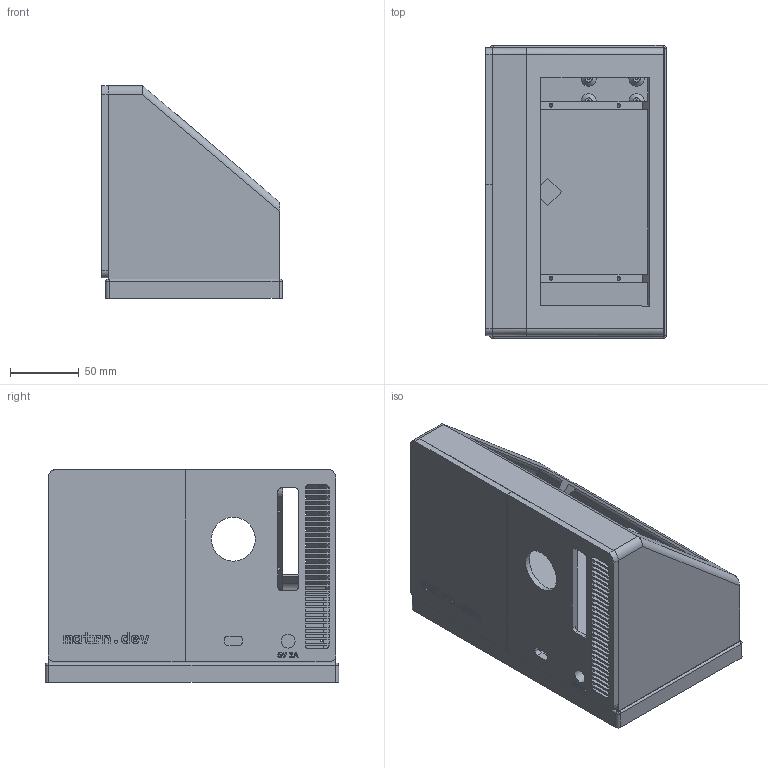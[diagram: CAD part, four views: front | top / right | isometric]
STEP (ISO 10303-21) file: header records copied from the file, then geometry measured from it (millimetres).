
FILE_DESCRIPTION(/* description */ (''),/* implementation_level */ '2;1');
FILE_NAME(/* name */ 'kiosk.step',/* time_stamp */ '2025-09-07T19:56:23+02:00',/* author */ (''),/* organization */ (''),/* preprocessor_version */ 'ST-DEVELOPER v20.1',/* originating_system */ 'Autodesk Translation Framework v14.10.0.0',/* authorisation */ '');
FILE_SCHEMA (('AUTOMOTIVE_DESIGN { 1 0 10303 214 3 1 1 }'));
Length unit declared in the file: millimetre
Products named in the file (1): kiosk
Bounding box: 132 x 214 x 155 mm (x, y, z)
Volume: 723843.6 mm3; surface area: 309668.5 mm2
Topology: 5 solids, 5 shells, 1332 faces, 3669 edges, 2440 vertices
Faces by surface type: plane 750, bspline 487, cylinder 90, cone 4, torus 1
Full cylindrical faces by diameter (mm): 1.5 x4, 2.1 x4, 3 x4, 5.1 x4, 6.4 x16, 10.2 x1, 32 x1, 35 x1, 39 x1
Entity records: 46871 total; most frequent: CARTESIAN_POINT 15851, ORIENTED_EDGE 7338, DIRECTION 4606, EDGE_CURVE 3669, LINE 2500, VECTOR 2500, VERTEX_POINT 2440, EDGE_LOOP 1521
